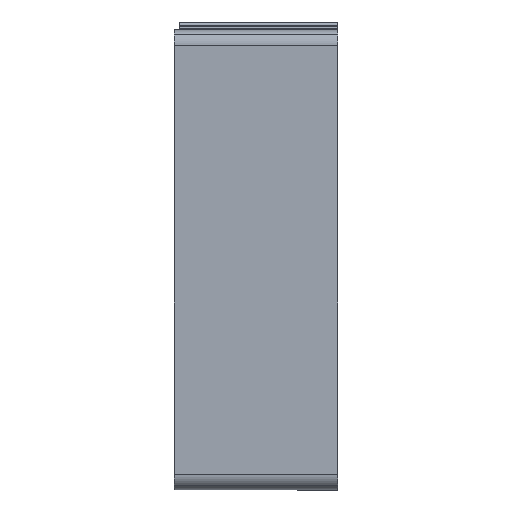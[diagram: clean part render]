
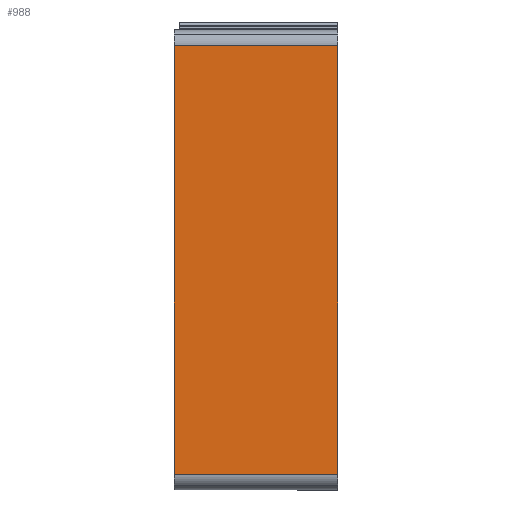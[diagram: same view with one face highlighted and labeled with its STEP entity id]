
A CAD part, left-side view. The second image highlights one B-rep face of the part: STEP entity #988.
In plain terms, the highlighted planar face has unit normal (-1, 0, 0).
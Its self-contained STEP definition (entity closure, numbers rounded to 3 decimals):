
#988=ADVANCED_FACE('0:3555',(#2948),#2949,.T.);
#2948=FACE_OUTER_BOUND('',#21521,.T.);
#2949=PLANE('',#21522);
#21521=EDGE_LOOP('',(#29486,#29487,#29488,#29489));
#21522=AXIS2_PLACEMENT_3D('',#29490,#29491,#29492);
#29486=ORIENTED_EDGE('',*,*,#32805,.F.);
#29487=ORIENTED_EDGE('',*,*,#32806,.F.);
#29488=ORIENTED_EDGE('',*,*,#30338,.F.);
#29489=ORIENTED_EDGE('',*,*,#31777,.T.);
#29490=CARTESIAN_POINT('',(-4.3,-1.58,39.25));
#29491=DIRECTION('',(-1.0,-0.0,0.0));
#29492=DIRECTION('',(0.0,-0.0,-1.0));
#30338=EDGE_CURVE('0:9036',#33095,#33097,#33098,.T.);
#31777=EDGE_CURVE('0:5529',#33095,#35598,#35600,.F.);
#32805=EDGE_CURVE('0:9027',#37104,#35598,#37106,.T.);
#32806=EDGE_CURVE('0:9033',#33097,#37104,#37107,.T.);
#33095=VERTEX_POINT('',#37530);
#33097=VERTEX_POINT('',#37532);
#33098=LINE('',#37533,#37534);
#35598=VERTEX_POINT('',#42217);
#35600=LINE('',#42219,#42220);
#37104=VERTEX_POINT('',#46067);
#37106=LINE('',#46069,#46070);
#37107=LINE('',#46071,#46072);
#37530=CARTESIAN_POINT('',(-4.3,-48.99,-1.3));
#37532=CARTESIAN_POINT('',(-4.3,-18.06,-1.3));
#37533=CARTESIAN_POINT('',(-4.3,-1.58,-1.3));
#37534=VECTOR('',#46433,1.0);
#42217=CARTESIAN_POINT('',(-4.3,-48.99,79.8));
#42219=CARTESIAN_POINT('',(-4.3,-48.99,39.25));
#42220=VECTOR('',#49128,1.0);
#46067=CARTESIAN_POINT('',(-4.3,-18.06,79.8));
#46069=CARTESIAN_POINT('',(-4.3,-1.58,79.8));
#46070=VECTOR('',#50558,1.0);
#46071=CARTESIAN_POINT('',(-4.3,-18.06,27.188));
#46072=VECTOR('',#50559,1.0);
#46433=DIRECTION('',(0.0,1.0,0.0));
#49128=DIRECTION('',(0.0,0.0,-1.0));
#50558=DIRECTION('',(0.0,-1.0,0.0));
#50559=DIRECTION('',(0.0,0.0,1.0));
